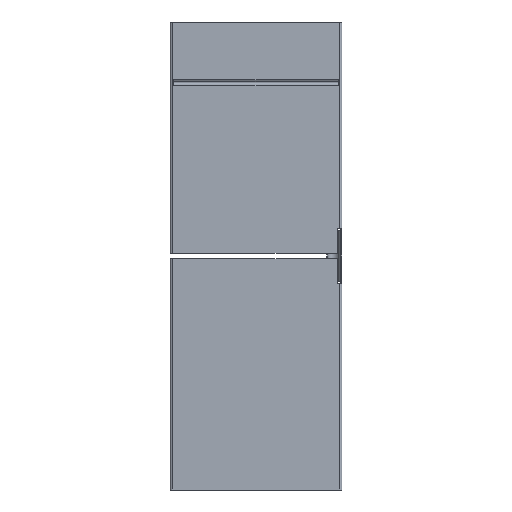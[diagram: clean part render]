
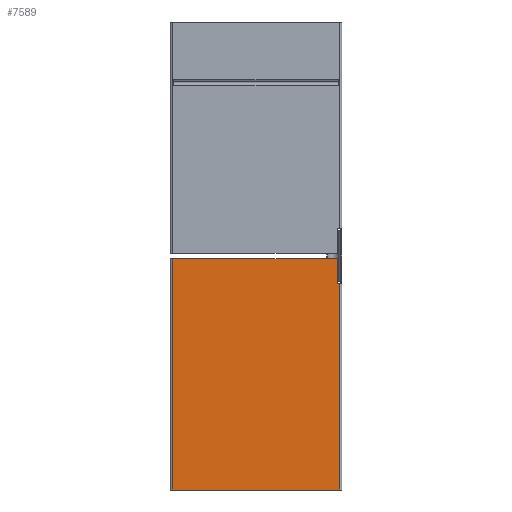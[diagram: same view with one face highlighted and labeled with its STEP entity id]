
A CAD part, front view. The second image highlights one B-rep face of the part: STEP entity #7589.
In plain terms, the highlighted planar face has unit normal (0, -1, 0).
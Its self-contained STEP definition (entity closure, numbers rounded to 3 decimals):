
#124 = VERTEX_POINT ( 'NONE', #7824 ) ;
#485 = PLANE ( 'NONE',  #2917 ) ;
#650 = VECTOR ( 'NONE', #7232, 1000. ) ;
#704 = EDGE_CURVE ( 'NONE', #1386, #124, #4249, .T. ) ;
#741 = CARTESIAN_POINT ( 'NONE',  ( -75., 0., -2.5 ) ) ;
#784 = ORIENTED_EDGE ( 'NONE', *, *, #1475, .T. ) ;
#872 = DIRECTION ( 'NONE',  ( 1., 0., 0. ) ) ;
#1110 = DIRECTION ( 'NONE',  ( 0., 0., 1. ) ) ;
#1386 = VERTEX_POINT ( 'NONE', #3705 ) ;
#1470 = ORIENTED_EDGE ( 'NONE', *, *, #704, .T. ) ;
#1475 = EDGE_CURVE ( 'NONE', #3872, #2433, #2724, .T. ) ;
#1809 = EDGE_CURVE ( 'NONE', #2433, #1386, #6348, .T. ) ;
#1810 = FACE_OUTER_BOUND ( 'NONE', #4244, .T. ) ;
#1851 = CARTESIAN_POINT ( 'NONE',  ( 73., 0., 25. ) ) ;
#2006 = DIRECTION ( 'NONE',  ( -1., 0., 0. ) ) ;
#2099 = LINE ( 'NONE', #2789, #6607 ) ;
#2119 = ORIENTED_EDGE ( 'NONE', *, *, #2272, .F. ) ;
#2167 = DIRECTION ( 'NONE',  ( 0., 0., -1. ) ) ;
#2272 = EDGE_CURVE ( 'NONE', #3872, #2932, #7540, .T. ) ;
#2433 = VERTEX_POINT ( 'NONE', #741 ) ;
#2641 = CARTESIAN_POINT ( 'NONE',  ( 75., 0., -210. ) ) ;
#2724 = LINE ( 'NONE', #4804, #4446 ) ;
#2789 = CARTESIAN_POINT ( 'NONE',  ( 73., 0., -25. ) ) ;
#2917 = AXIS2_PLACEMENT_3D ( 'NONE', #6202, #4939, #1110 ) ;
#2932 = VERTEX_POINT ( 'NONE', #5059 ) ;
#2988 = ORIENTED_EDGE ( 'NONE', *, *, #3185, .F. ) ;
#3185 = EDGE_CURVE ( 'NONE', #2932, #5590, #2099, .T. ) ;
#3705 = CARTESIAN_POINT ( 'NONE',  ( -75., 0., -210. ) ) ;
#3872 = VERTEX_POINT ( 'NONE', #6084 ) ;
#4127 = VECTOR ( 'NONE', #8233, 1000. ) ;
#4220 = CARTESIAN_POINT ( 'NONE',  ( -75., 0., 210. ) ) ;
#4244 = EDGE_LOOP ( 'NONE', ( #2119, #784, #8148, #1470, #6276, #2988 ) ) ;
#4249 = LINE ( 'NONE', #2641, #650 ) ;
#4446 = VECTOR ( 'NONE', #2006, 1000. ) ;
#4608 = EDGE_CURVE ( 'NONE', #5590, #124, #5381, .T. ) ;
#4804 = CARTESIAN_POINT ( 'NONE',  ( -45., 0., -2.5 ) ) ;
#4939 = DIRECTION ( 'NONE',  ( 0., 1., 0. ) ) ;
#5059 = CARTESIAN_POINT ( 'NONE',  ( 73., 0., -25. ) ) ;
#5381 = LINE ( 'NONE', #6004, #8301 ) ;
#5557 = VECTOR ( 'NONE', #7706, 1000. ) ;
#5590 = VERTEX_POINT ( 'NONE', #6406 ) ;
#6004 = CARTESIAN_POINT ( 'NONE',  ( 75., 0., 210. ) ) ;
#6084 = CARTESIAN_POINT ( 'NONE',  ( 73., 0., -2.5 ) ) ;
#6202 = CARTESIAN_POINT ( 'NONE',  ( 75., 0., 210. ) ) ;
#6276 = ORIENTED_EDGE ( 'NONE', *, *, #4608, .F. ) ;
#6348 = LINE ( 'NONE', #4220, #5557 ) ;
#6406 = CARTESIAN_POINT ( 'NONE',  ( 75., 0., -25. ) ) ;
#6607 = VECTOR ( 'NONE', #872, 1000. ) ;
#7232 = DIRECTION ( 'NONE',  ( 1., 0., 0. ) ) ;
#7540 = LINE ( 'NONE', #1851, #4127 ) ;
#7589 = ADVANCED_FACE ( 'NONE', ( #1810 ), #485, .F. ) ;
#7706 = DIRECTION ( 'NONE',  ( 0., 0., -1. ) ) ;
#7824 = CARTESIAN_POINT ( 'NONE',  ( 75., 0., -210. ) ) ;
#8148 = ORIENTED_EDGE ( 'NONE', *, *, #1809, .T. ) ;
#8233 = DIRECTION ( 'NONE',  ( 0., 0., -1. ) ) ;
#8301 = VECTOR ( 'NONE', #2167, 1000. ) ;
